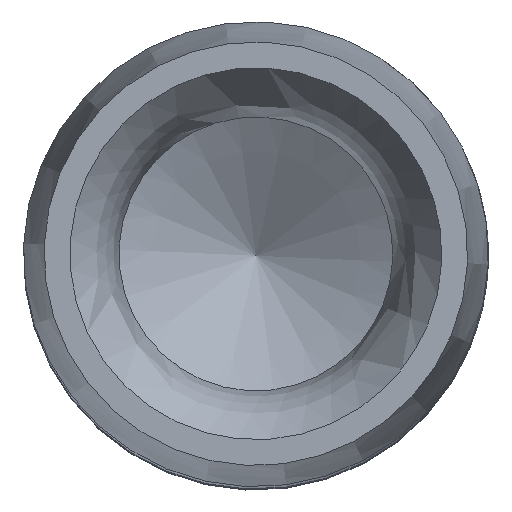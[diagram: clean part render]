
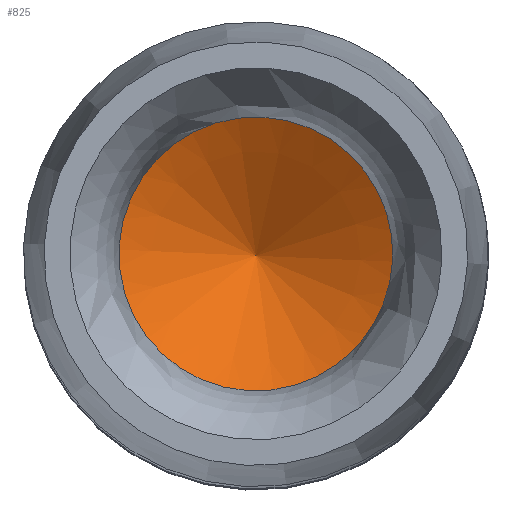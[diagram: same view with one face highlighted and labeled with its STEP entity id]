
A CAD part, top view. The second image highlights one B-rep face of the part: STEP entity #825.
In plain terms, the highlighted conical face has half-angle 60 degrees and reference radius 0 mm.
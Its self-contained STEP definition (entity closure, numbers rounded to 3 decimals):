
#804=CONICAL_SURFACE('',#2838,0.,60.);
#808=VERTEX_LOOP('',#1967);
#825=ADVANCED_FACE('',(#1033,#1034),#804,.F.);
#1033=FACE_BOUND('',#808,.T.);
#1034=FACE_BOUND('',#1102,.T.);
#1102=EDGE_LOOP('',(#1426));
#1290=CIRCLE('',#2837,1.525);
#1426=ORIENTED_EDGE('',*,*,#2162,.T.);
#1967=VERTEX_POINT('',#3993);
#1968=VERTEX_POINT('',#3995);
#2162=EDGE_CURVE('',#1968,#1968,#1290,.T.);
#2837=AXIS2_PLACEMENT_3D('',#3994,#3149,#3150);
#2838=AXIS2_PLACEMENT_3D('',#3996,#3151,#3152);
#3149=DIRECTION('',(0.,0.,1.));
#3150=DIRECTION('',(0.924,-0.383,0.));
#3151=DIRECTION('',(0.,0.,1.));
#3152=DIRECTION('',(0.924,-0.383,0.));
#3993=CARTESIAN_POINT('',(0.,0.,3.72));
#3994=CARTESIAN_POINT('',(0.,0.,4.6));
#3995=CARTESIAN_POINT('',(1.409,-0.584,4.6));
#3996=CARTESIAN_POINT('',(0.,0.,3.72));
